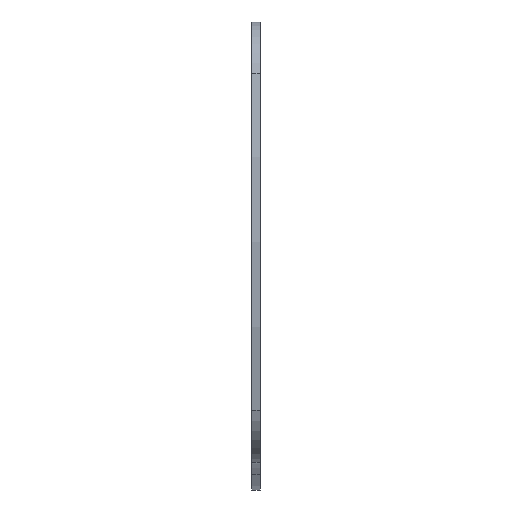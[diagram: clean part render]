
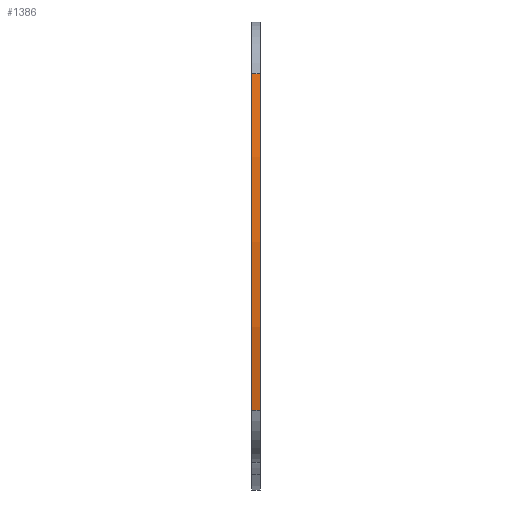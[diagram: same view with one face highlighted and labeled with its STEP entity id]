
A CAD part, left-side view. The second image highlights one B-rep face of the part: STEP entity #1386.
In plain terms, the highlighted cylindrical face has radius 250 mm (diameter 500 mm), a partial arc.
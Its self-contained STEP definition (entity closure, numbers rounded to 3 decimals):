
#187=FACE_OUTER_BOUND('',#341,.T.);
#341=EDGE_LOOP('',(#1246,#1247,#1248,#1249));
#417=LINE('',#2656,#493);
#418=LINE('',#2658,#494);
#493=VECTOR('',#1940,3.);
#494=VECTOR('',#1943,3.);
#589=CIRCLE('',#1541,250.);
#593=CIRCLE('',#1546,250.);
#697=VERTEX_POINT('',#2238);
#698=VERTEX_POINT('',#2240);
#709=VERTEX_POINT('',#2435);
#710=VERTEX_POINT('',#2437);
#865=EDGE_CURVE('',#697,#698,#589,.T.);
#877=EDGE_CURVE('',#710,#709,#593,.T.);
#901=EDGE_CURVE('',#697,#710,#417,.T.);
#902=EDGE_CURVE('',#698,#709,#418,.T.);
#1246=ORIENTED_EDGE('',*,*,#877,.T.);
#1247=ORIENTED_EDGE('',*,*,#902,.F.);
#1248=ORIENTED_EDGE('',*,*,#865,.F.);
#1249=ORIENTED_EDGE('',*,*,#901,.T.);
#1329=CYLINDRICAL_SURFACE('',#1562,250.);
#1386=ADVANCED_FACE('',(#187),#1329,.T.);
#1541=AXIS2_PLACEMENT_3D('',#2241,#1885,#1886);
#1546=AXIS2_PLACEMENT_3D('',#2438,#1897,#1898);
#1562=AXIS2_PLACEMENT_3D('',#2657,#1941,#1942);
#1885=DIRECTION('center_axis',(0.,1.,0.));
#1886=DIRECTION('ref_axis',(0.,0.,1.));
#1897=DIRECTION('center_axis',(0.,1.,0.));
#1898=DIRECTION('ref_axis',(0.,0.,1.));
#1940=DIRECTION('',(0.,-1.,0.));
#1941=DIRECTION('center_axis',(0.,-1.,0.));
#1942=DIRECTION('ref_axis',(0.,0.,-1.));
#1943=DIRECTION('',(0.,-1.,0.));
#2238=CARTESIAN_POINT('',(-116.2,3.,-55.138));
#2240=CARTESIAN_POINT('',(-116.2,3.,67.084));
#2241=CARTESIAN_POINT('Origin',(126.216,3.,5.973));
#2435=CARTESIAN_POINT('',(-116.2,0.,67.084));
#2437=CARTESIAN_POINT('',(-116.2,0.,-55.138));
#2438=CARTESIAN_POINT('Origin',(126.216,0.,5.973));
#2656=CARTESIAN_POINT('',(-116.2,3.,-55.138));
#2657=CARTESIAN_POINT('Origin',(126.216,3.,5.973));
#2658=CARTESIAN_POINT('',(-116.2,3.,67.084));
